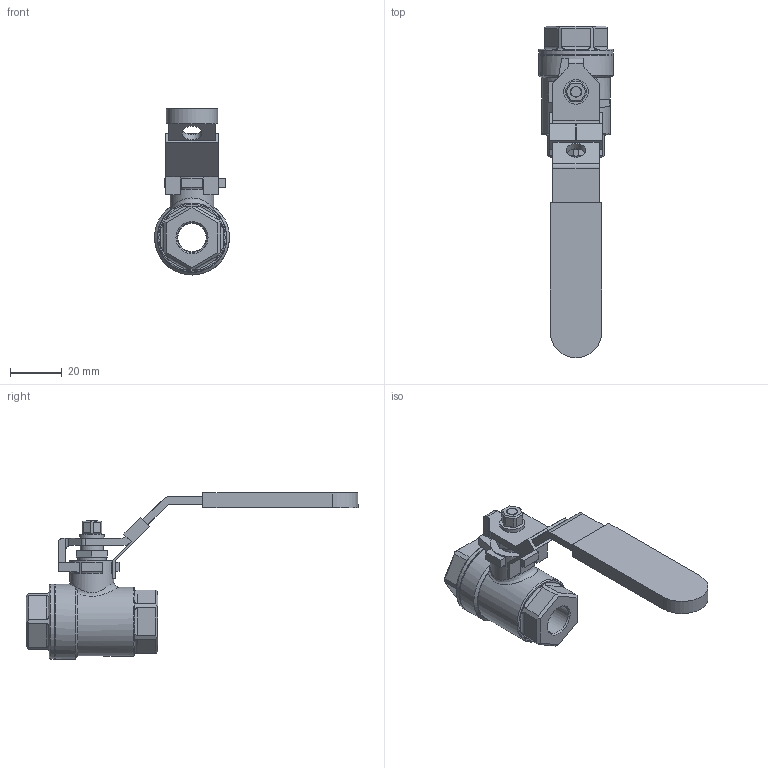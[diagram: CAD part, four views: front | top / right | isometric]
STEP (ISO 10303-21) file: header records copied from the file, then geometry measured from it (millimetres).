
FILE_DESCRIPTION(/* description */ ('Unknown','CAx-IF Rec.Pracs.---Representation and Presentation of Product Manufacturing Information (PMI)---4.0---2014-10-13','CAx-IF Rec.Pracs.---3D Tessellated Geometry---0.4---2014-09-14','2;1'),/* implementation_level */ '2;1');
FILE_NAME(/* name */ '9300-02',/* time_stamp */ '2023-11-21T12:12:25+01:00',/* author */ ('Unknown'),/* organization */ ('Unknown'),/* preprocessor_version */ 'ST-DEVELOPER v18.102',/* originating_system */ 'Solid Edge',/* authorisation */ 'Unknown');
FILE_SCHEMA (('AP242_MANAGED_MODEL_BASED_3D_ENGINEERING_MIM_LF { 1 0 10303 442 1 1 4 }'));
Length unit declared in the file: millimetre
Products named in the file (8): 8.100.010; Hebel 010-015; Hebel 010; Kunsstoffummantelung_010; Lasche_010; Unterlegscheibe; Mutter M5
Assembly tree (7 placements, depth 3):
  8.100.010
    8.100.010
    Hebel 010-015
      Hebel 010
      Kunsstoffummantelung_010
      Lasche_010
    Unterlegscheibe
    Mutter M5
Bounding box: 29 x 128.5 x 64.3 mm (x, y, z)
Volume: 36017.3 mm3; surface area: 20743.7 mm2
Topology: 6 solids, 6 shells, 214 faces, 558 edges, 371 vertices
Faces by surface type: plane 155, cylinder 45, torus 6, cone 5, bspline 3
Full cylindrical faces by diameter (mm): 4.134 x1, 5.5 x1, 7.5 x1, 9 x1, 9.5 x1, 11 x2, 11.445 x2, 17 x1, 26.7 x1, 28.5 x1, 29 x2
Entity records: 7724 total; most frequent: CARTESIAN_POINT 1353, DIRECTION 1059, ORIENTED_EDGE 1056, EDGE_CURVE 528, LINE 393, VECTOR 393, VERTEX_POINT 360, AXIS2_PLACEMENT_3D 333
